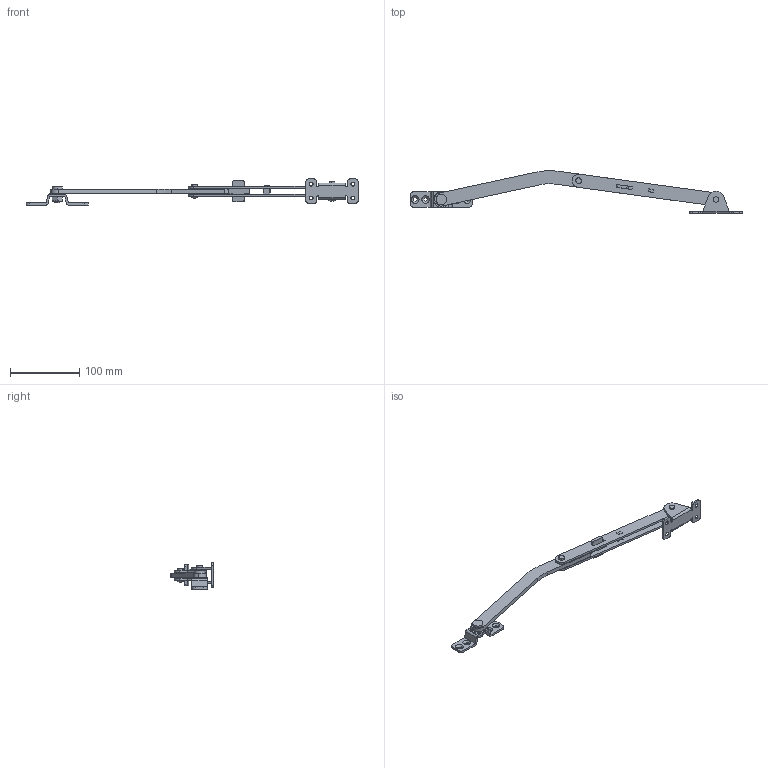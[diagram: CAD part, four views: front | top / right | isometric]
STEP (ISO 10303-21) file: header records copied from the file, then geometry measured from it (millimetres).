
FILE_DESCRIPTION (( 'STEP AP203' ), '1' );
FILE_NAME ('B-1450-0.STEP', '2015-12-04T00:32:31', ( '' ), ( '' ), 'SwSTEP 2.0', 'SolidWorks 2012', '' );
FILE_SCHEMA (( 'CONFIG_CONTROL_DESIGN' ));
Length unit declared in the file: millimetre
Products named in the file (13): B-1450-0; 六角ナットM8（1種）; B-1450-0僗僩僢僷乕_岞; B-1450-0固定板_公; B-1450-0僔儍僼僩(2)_岞; M8平座金; B-1450-0僔儍僼僩(1)_岞; B-1450-0取付座(1)_公; B-1450-0傾乕儉(1)_岞; M10平座金; B-1450-0僔儍僼僩(3)_岞; B-1450-0傾乕儉(2)_岞; B-1450-0取付座(2)_公
Assembly tree (16 placements, depth 2):
  B-1450-0
    B-1450-0取付座(2)_公
    B-1450-0傾乕儉(2)_岞
    B-1450-0僔儍僼僩(3)_岞
    M10平座金
    B-1450-0傾乕儉(1)_岞  x2
    B-1450-0取付座(1)_公
    B-1450-0僔儍僼僩(1)_岞
    M8平座金  x4
    B-1450-0僔儍僼僩(2)_岞
    B-1450-0固定板_公
    B-1450-0僗僩僢僷乕_岞
    六角ナットM8（1種）
Bounding box: 478.81 x 61.69 x 37.5 mm (x, y, z)
Volume: 76926.4 mm3; surface area: 53595.9 mm2
Topology: 16 solids, 16 shells, 267 faces, 659 edges, 428 vertices
Faces by surface type: plane 132, cylinder 113, cone 18, sphere 4
Entity records: 8501 total; most frequent: DIRECTION 1272, CARTESIAN_POINT 1251, ORIENTED_EDGE 1144, EDGE_CURVE 572, AXIS2_PLACEMENT_3D 459, VERTEX_POINT 370, VECTOR 354, LINE 354
